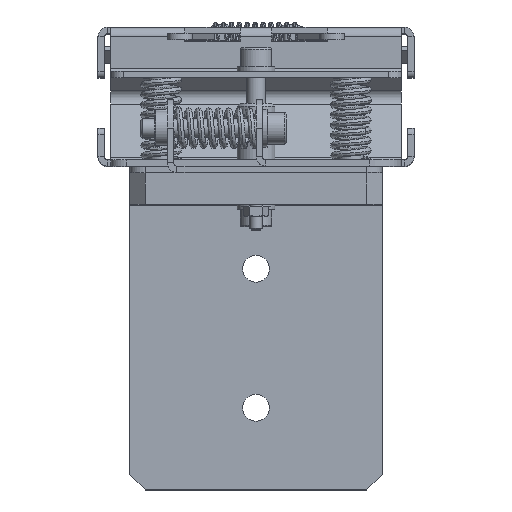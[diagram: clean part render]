
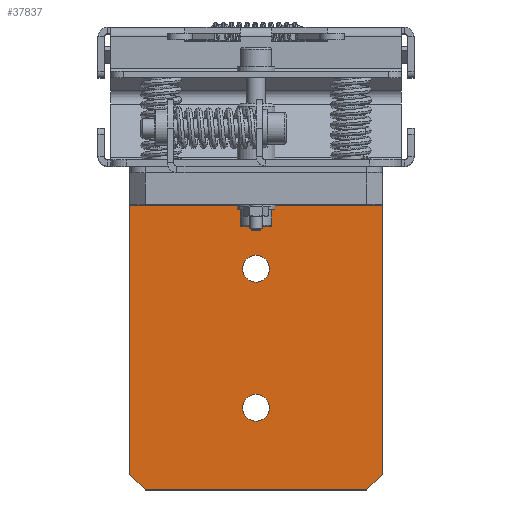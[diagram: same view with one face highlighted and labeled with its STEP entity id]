
A CAD part, top view. The second image highlights one B-rep face of the part: STEP entity #37837.
In plain terms, the highlighted planar face has unit normal (0, 0, 1).
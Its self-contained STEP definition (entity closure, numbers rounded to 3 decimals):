
#37262=DIRECTION('',(0.,-1.,0.));
#37263=VECTOR('',#37262,85.);
#37264=CARTESIAN_POINT('',(-40.,-12.,-160.));
#37265=LINE('',#37264,#37263);
#37372=DIRECTION('',(0.707,-0.707,0.));
#37373=VECTOR('',#37372,7.071);
#37374=CARTESIAN_POINT('',(-40.,-97.,-160.));
#37375=LINE('',#37374,#37373);
#37384=DIRECTION('',(1.,0.,0.));
#37385=VECTOR('',#37384,80.);
#37386=CARTESIAN_POINT('',(-40.,-12.,-160.));
#37387=LINE('',#37386,#37385);
#37388=CARTESIAN_POINT('',(0.,-32.,-160.));
#37389=DIRECTION('',(0.,0.,1.));
#37390=DIRECTION('',(1.,0.,0.));
#37391=AXIS2_PLACEMENT_3D('',#37388,#37389,#37390);
#37393=CARTESIAN_POINT('',(0.,-32.,-160.));
#37394=DIRECTION('',(0.,0.,1.));
#37395=DIRECTION('',(-1.,0.,0.));
#37396=AXIS2_PLACEMENT_3D('',#37393,#37394,#37395);
#37398=CARTESIAN_POINT('',(0.,-76.,-160.));
#37399=DIRECTION('',(0.,0.,1.));
#37400=DIRECTION('',(1.,0.,0.));
#37401=AXIS2_PLACEMENT_3D('',#37398,#37399,#37400);
#37403=CARTESIAN_POINT('',(0.,-76.,-160.));
#37404=DIRECTION('',(0.,0.,1.));
#37405=DIRECTION('',(-1.,0.,0.));
#37406=AXIS2_PLACEMENT_3D('',#37403,#37404,#37405);
#37490=DIRECTION('',(0.,-1.,0.));
#37491=VECTOR('',#37490,85.);
#37492=CARTESIAN_POINT('',(40.,-12.,-160.));
#37493=LINE('',#37492,#37491);
#37510=DIRECTION('',(-0.707,-0.707,0.));
#37511=VECTOR('',#37510,7.071);
#37512=CARTESIAN_POINT('',(40.,-97.,-160.));
#37513=LINE('',#37512,#37511);
#37514=DIRECTION('',(1.,0.,0.));
#37515=VECTOR('',#37514,70.);
#37516=CARTESIAN_POINT('',(-35.,-102.,-160.));
#37517=LINE('',#37516,#37515);
#37550=CARTESIAN_POINT('',(-40.,-12.,-160.));
#37551=CARTESIAN_POINT('',(40.,-12.,-160.));
#37552=VERTEX_POINT('',#37550);
#37553=VERTEX_POINT('',#37551);
#37566=CARTESIAN_POINT('',(4.25,-32.,-160.));
#37567=CARTESIAN_POINT('',(-4.25,-32.,-160.));
#37568=VERTEX_POINT('',#37566);
#37569=VERTEX_POINT('',#37567);
#37570=CARTESIAN_POINT('',(4.25,-76.,-160.));
#37571=CARTESIAN_POINT('',(-4.25,-76.,-160.));
#37572=VERTEX_POINT('',#37570);
#37573=VERTEX_POINT('',#37571);
#37630=CARTESIAN_POINT('',(40.,-97.,-160.));
#37632=VERTEX_POINT('',#37630);
#37634=CARTESIAN_POINT('',(35.,-102.,-160.));
#37636=VERTEX_POINT('',#37634);
#37638=CARTESIAN_POINT('',(-40.,-97.,-160.));
#37640=VERTEX_POINT('',#37638);
#37642=CARTESIAN_POINT('',(-35.,-102.,-160.));
#37644=VERTEX_POINT('',#37642);
#37808=CARTESIAN_POINT('',(-40.,-12.,-160.));
#37809=DIRECTION('',(0.,0.,1.));
#37810=DIRECTION('',(0.,-1.,0.));
#37811=AXIS2_PLACEMENT_3D('',#37808,#37809,#37810);
#37812=PLANE('',#37811);
#37813=ORIENTED_EDGE('',*,*,#37655,.F.);
#37815=ORIENTED_EDGE('',*,*,#37814,.T.);
#37817=ORIENTED_EDGE('',*,*,#37816,.T.);
#37819=ORIENTED_EDGE('',*,*,#37818,.T.);
#37821=ORIENTED_EDGE('',*,*,#37820,.F.);
#37822=ORIENTED_EDGE('',*,*,#37793,.F.);
#37823=EDGE_LOOP('',(#37813,#37815,#37817,#37819,#37821,#37822));
#37824=FACE_OUTER_BOUND('',#37823,.F.);
#37826=ORIENTED_EDGE('',*,*,#37825,.T.);
#37828=ORIENTED_EDGE('',*,*,#37827,.T.);
#37829=EDGE_LOOP('',(#37826,#37828));
#37830=FACE_BOUND('',#37829,.F.);
#37832=ORIENTED_EDGE('',*,*,#37831,.T.);
#37834=ORIENTED_EDGE('',*,*,#37833,.T.);
#37835=EDGE_LOOP('',(#37832,#37834));
#37836=FACE_BOUND('',#37835,.F.);
#37837=ADVANCED_FACE('',(#37824,#37830,#37836),#37812,.T.);
#37392=CIRCLE('',#37391,4.25);
#37397=CIRCLE('',#37396,4.25);
#37402=CIRCLE('',#37401,4.25);
#37407=CIRCLE('',#37406,4.25);
#37655=EDGE_CURVE('',#37552,#37640,#37265,.T.);
#37793=EDGE_CURVE('',#37640,#37644,#37375,.T.);
#37814=EDGE_CURVE('',#37552,#37553,#37387,.T.);
#37816=EDGE_CURVE('',#37553,#37632,#37493,.T.);
#37818=EDGE_CURVE('',#37632,#37636,#37513,.T.);
#37820=EDGE_CURVE('',#37644,#37636,#37517,.T.);
#37825=EDGE_CURVE('',#37568,#37569,#37392,.T.);
#37827=EDGE_CURVE('',#37569,#37568,#37397,.T.);
#37831=EDGE_CURVE('',#37572,#37573,#37402,.T.);
#37833=EDGE_CURVE('',#37573,#37572,#37407,.T.);
